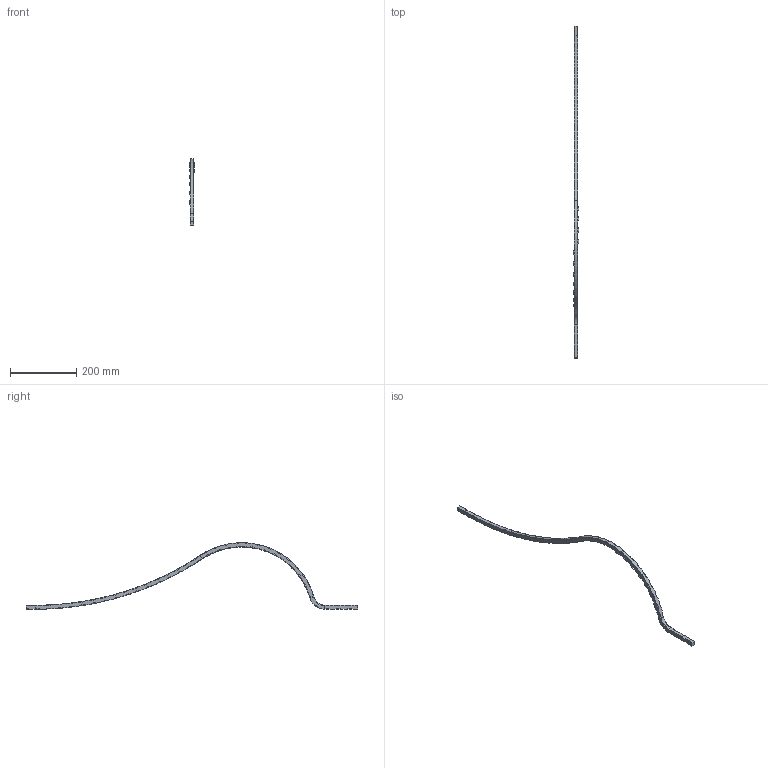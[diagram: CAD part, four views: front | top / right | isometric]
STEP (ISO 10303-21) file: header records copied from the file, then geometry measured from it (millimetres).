
FILE_DESCRIPTION (( 'STEP AP203' ), '1' );
FILE_NAME ('1713.STEP', '2022-07-18T05:56:16', ( '' ), ( '' ), 'SwSTEP 2.0', 'SolidWorks 2018', '' );
FILE_SCHEMA (( 'CONFIG_CONTROL_DESIGN' ));
Length unit declared in the file: millimetre
Products named in the file (1): 1713
Bounding box: 15.86 x 1000 x 199.99 mm (x, y, z)
Volume: 158712.7 mm3; surface area: 53682.8 mm2
Topology: 1 solids, 1 shells, 351 faces, 1251 edges, 776 vertices
Faces by surface type: torus 134, plane 129, bspline 82, cylinder 6
Entity records: 20238 total; most frequent: CARTESIAN_POINT 10663, ORIENTED_EDGE 2218, DIRECTION 1759, EDGE_CURVE 1109, VERTEX_POINT 776, AXIS2_PLACEMENT_3D 672, VECTOR 415, LINE 415
